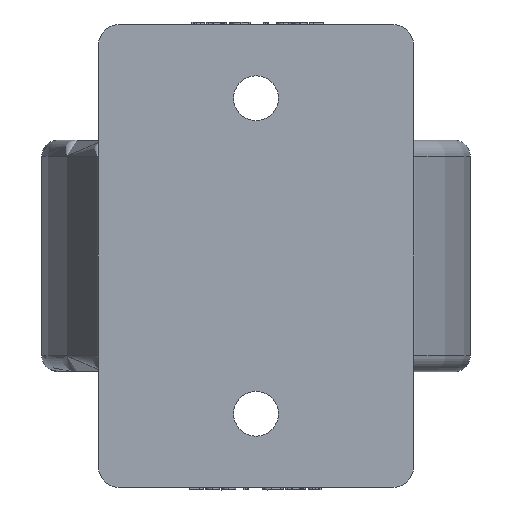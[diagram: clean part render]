
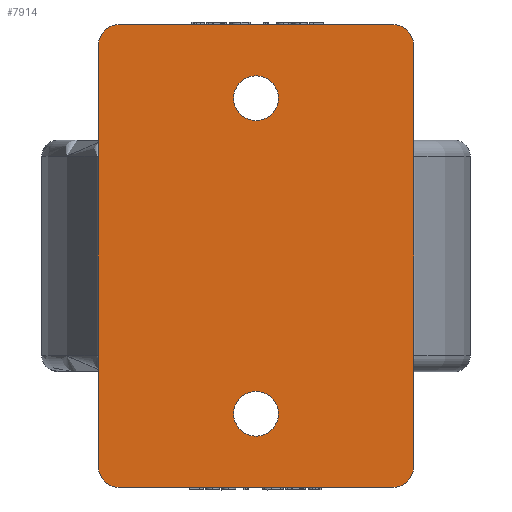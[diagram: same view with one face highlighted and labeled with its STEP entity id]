
A CAD part, front view. The second image highlights one B-rep face of the part: STEP entity #7914.
In plain terms, the highlighted planar face has unit normal (0, -1, 0).
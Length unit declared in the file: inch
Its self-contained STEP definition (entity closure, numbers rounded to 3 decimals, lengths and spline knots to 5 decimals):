
#135 = CARTESIAN_POINT ( 'NONE',  ( 0.8125, 0., 1.25 ) ) ;
#236 = DIRECTION ( 'NONE',  ( 0., 1., 0. ) ) ;
#267 = DIRECTION ( 'NONE',  ( 0., 0., -1. ) ) ;
#306 = EDGE_CURVE ( 'NONE', #8171, #12831, #12036, .T. ) ;
#372 = VERTEX_POINT ( 'NONE', #575 ) ;
#575 = CARTESIAN_POINT ( 'NONE',  ( -0.8125, 0., 1.375 ) ) ;
#674 = DIRECTION ( 'NONE',  ( 0., 0., 1. ) ) ;
#839 = ORIENTED_EDGE ( 'NONE', *, *, #4213, .F. ) ;
#1129 = CARTESIAN_POINT ( 'NONE',  ( 0., 0., 1.0705 ) ) ;
#1241 = EDGE_CURVE ( 'NONE', #4882, #12831, #9782, .T. ) ;
#1243 = DIRECTION ( 'NONE',  ( 0., 0., 1. ) ) ;
#1341 = VECTOR ( 'NONE', #11281, 39.37008 ) ;
#1602 = EDGE_CURVE ( 'NONE', #8378, #1878, #6498, .T. ) ;
#1648 = EDGE_CURVE ( 'NONE', #13391, #4562, #9451, .T. ) ;
#1834 = CARTESIAN_POINT ( 'NONE',  ( 0.8125, 0., -1.25 ) ) ;
#1878 = VERTEX_POINT ( 'NONE', #13873 ) ;
#1936 = FACE_OUTER_BOUND ( 'NONE', #4992, .T. ) ;
#2121 = VECTOR ( 'NONE', #6922, 39.37008 ) ;
#2340 = AXIS2_PLACEMENT_3D ( 'NONE', #3109, #10802, #4219 ) ;
#2500 = LINE ( 'NONE', #12313, #2121 ) ;
#2548 = DIRECTION ( 'NONE',  ( 0., 1., 0. ) ) ;
#2622 = ORIENTED_EDGE ( 'NONE', *, *, #1602, .T. ) ;
#2666 = ORIENTED_EDGE ( 'NONE', *, *, #11472, .T. ) ;
#2868 = CARTESIAN_POINT ( 'NONE',  ( 0., 0., -0.8045 ) ) ;
#2971 = VECTOR ( 'NONE', #4753, 39.37008 ) ;
#3109 = CARTESIAN_POINT ( 'NONE',  ( -0.8125, 0., -1.25 ) ) ;
#3265 = VECTOR ( 'NONE', #267, 39.37008 ) ;
#3305 = CARTESIAN_POINT ( 'NONE',  ( 0.8125, 0., -1.375 ) ) ;
#3575 = CARTESIAN_POINT ( 'NONE',  ( 0.9375, 0., -1.375 ) ) ;
#4125 = CARTESIAN_POINT ( 'NONE',  ( -0.9375, 0., -1.25 ) ) ;
#4213 = EDGE_CURVE ( 'NONE', #4882, #9902, #6838, .T. ) ;
#4219 = DIRECTION ( 'NONE',  ( 0., 0., 1. ) ) ;
#4408 = CARTESIAN_POINT ( 'NONE',  ( 0., 0., -1.0705 ) ) ;
#4503 = CARTESIAN_POINT ( 'NONE',  ( 0.9375, 0., 1.25 ) ) ;
#4562 = VERTEX_POINT ( 'NONE', #4408 ) ;
#4753 = DIRECTION ( 'NONE',  ( 1., 0., 0. ) ) ;
#4786 = EDGE_LOOP ( 'NONE', ( #2622, #6143 ) ) ;
#4802 = CARTESIAN_POINT ( 'NONE',  ( -0.8125, 0., -1.375 ) ) ;
#4882 = VERTEX_POINT ( 'NONE', #3305 ) ;
#4992 = EDGE_LOOP ( 'NONE', ( #13713, #5637, #6571, #6877, #9781, #2666, #839, #13204 ) ) ;
#5188 = FACE_BOUND ( 'NONE', #9085, .T. ) ;
#5531 = DIRECTION ( 'NONE',  ( 0., 1., 0. ) ) ;
#5637 = ORIENTED_EDGE ( 'NONE', *, *, #14085, .T. ) ;
#5900 = LINE ( 'NONE', #9106, #2971 ) ;
#5923 = ORIENTED_EDGE ( 'NONE', *, *, #6937, .T. ) ;
#5949 = DIRECTION ( 'NONE',  ( 0., -1., 0. ) ) ;
#6049 = PLANE ( 'NONE',  #12515 ) ;
#6143 = ORIENTED_EDGE ( 'NONE', *, *, #12629, .T. ) ;
#6180 = DIRECTION ( 'NONE',  ( 0., 1., 0. ) ) ;
#6274 = AXIS2_PLACEMENT_3D ( 'NONE', #12556, #5949, #13671 ) ;
#6485 = EDGE_CURVE ( 'NONE', #372, #9016, #5900, .T. ) ;
#6498 = CIRCLE ( 'NONE', #9951, 0.133 ) ;
#6571 = ORIENTED_EDGE ( 'NONE', *, *, #6485, .F. ) ;
#6810 = CARTESIAN_POINT ( 'NONE',  ( 0., 0., 0.9375 ) ) ;
#6838 = LINE ( 'NONE', #3575, #1341 ) ;
#6877 = ORIENTED_EDGE ( 'NONE', *, *, #14268, .T. ) ;
#6922 = DIRECTION ( 'NONE',  ( 0., 0., -1. ) ) ;
#6937 = EDGE_CURVE ( 'NONE', #4562, #13391, #11587, .T. ) ;
#6941 = ORIENTED_EDGE ( 'NONE', *, *, #1648, .T. ) ;
#7243 = DIRECTION ( 'NONE',  ( 0., 1., 0. ) ) ;
#7317 = DIRECTION ( 'NONE',  ( 0., -1., 0. ) ) ;
#7804 = DIRECTION ( 'NONE',  ( 0., -1., 0. ) ) ;
#7908 = DIRECTION ( 'NONE',  ( 0., 0., 1. ) ) ;
#7914 = ADVANCED_FACE ( 'NONE', ( #5188, #13295, #1936 ), #6049, .F. ) ;
#7939 = CARTESIAN_POINT ( 'NONE',  ( 0.9375, 0., 0.6875 ) ) ;
#8171 = VERTEX_POINT ( 'NONE', #4503 ) ;
#8378 = VERTEX_POINT ( 'NONE', #1129 ) ;
#8642 = CIRCLE ( 'NONE', #10980, 0.125 ) ;
#9016 = VERTEX_POINT ( 'NONE', #12813 ) ;
#9085 = EDGE_LOOP ( 'NONE', ( #6941, #5923 ) ) ;
#9106 = CARTESIAN_POINT ( 'NONE',  ( -0.9375, 0., 1.375 ) ) ;
#9125 = CARTESIAN_POINT ( 'NONE',  ( 0., 0., -0.9375 ) ) ;
#9451 = CIRCLE ( 'NONE', #11460, 0.133 ) ;
#9540 = DIRECTION ( 'NONE',  ( 0., 0., 1. ) ) ;
#9701 = CARTESIAN_POINT ( 'NONE',  ( -0.9375, 0., 1.25 ) ) ;
#9781 = ORIENTED_EDGE ( 'NONE', *, *, #14232, .T. ) ;
#9782 = CIRCLE ( 'NONE', #11708, 0.125 ) ;
#9902 = VERTEX_POINT ( 'NONE', #4802 ) ;
#9951 = AXIS2_PLACEMENT_3D ( 'NONE', #6810, #236, #7908 ) ;
#10240 = DIRECTION ( 'NONE',  ( 0., 0., 1. ) ) ;
#10489 = CIRCLE ( 'NONE', #12569, 0.133 ) ;
#10802 = DIRECTION ( 'NONE',  ( 0., -1., 0. ) ) ;
#10980 = AXIS2_PLACEMENT_3D ( 'NONE', #135, #7804, #1243 ) ;
#11281 = DIRECTION ( 'NONE',  ( -1., 0., 0. ) ) ;
#11413 = VERTEX_POINT ( 'NONE', #4125 ) ;
#11460 = AXIS2_PLACEMENT_3D ( 'NONE', #9125, #2548, #10240 ) ;
#11472 = EDGE_CURVE ( 'NONE', #11413, #9902, #12581, .T. ) ;
#11587 = CIRCLE ( 'NONE', #12323, 0.133 ) ;
#11671 = CARTESIAN_POINT ( 'NONE',  ( -0.9375, 0., 0.6875 ) ) ;
#11708 = AXIS2_PLACEMENT_3D ( 'NONE', #1834, #7317, #9540 ) ;
#12036 = LINE ( 'NONE', #7939, #3265 ) ;
#12129 = CARTESIAN_POINT ( 'NONE',  ( 0., 0., 0.9375 ) ) ;
#12313 = CARTESIAN_POINT ( 'NONE',  ( -0.9375, 0., 0.6875 ) ) ;
#12323 = AXIS2_PLACEMENT_3D ( 'NONE', #13874, #7243, #674 ) ;
#12515 = AXIS2_PLACEMENT_3D ( 'NONE', #11671, #6180, #13904 ) ;
#12556 = CARTESIAN_POINT ( 'NONE',  ( -0.8125, 0., 1.25 ) ) ;
#12569 = AXIS2_PLACEMENT_3D ( 'NONE', #12129, #5531, #13251 ) ;
#12581 = CIRCLE ( 'NONE', #2340, 0.125 ) ;
#12629 = EDGE_CURVE ( 'NONE', #1878, #8378, #10489, .T. ) ;
#12813 = CARTESIAN_POINT ( 'NONE',  ( 0.8125, 0., 1.375 ) ) ;
#12831 = VERTEX_POINT ( 'NONE', #13748 ) ;
#12952 = VERTEX_POINT ( 'NONE', #9701 ) ;
#13204 = ORIENTED_EDGE ( 'NONE', *, *, #1241, .T. ) ;
#13251 = DIRECTION ( 'NONE',  ( 0., 0., 1. ) ) ;
#13295 = FACE_BOUND ( 'NONE', #4786, .T. ) ;
#13391 = VERTEX_POINT ( 'NONE', #2868 ) ;
#13515 = CIRCLE ( 'NONE', #6274, 0.125 ) ;
#13671 = DIRECTION ( 'NONE',  ( 0., 0., 1. ) ) ;
#13713 = ORIENTED_EDGE ( 'NONE', *, *, #306, .F. ) ;
#13748 = CARTESIAN_POINT ( 'NONE',  ( 0.9375, 0., -1.25 ) ) ;
#13873 = CARTESIAN_POINT ( 'NONE',  ( 0., 0., 0.8045 ) ) ;
#13874 = CARTESIAN_POINT ( 'NONE',  ( 0., 0., -0.9375 ) ) ;
#13904 = DIRECTION ( 'NONE',  ( 0., 0., 1. ) ) ;
#14085 = EDGE_CURVE ( 'NONE', #8171, #9016, #8642, .T. ) ;
#14232 = EDGE_CURVE ( 'NONE', #12952, #11413, #2500, .T. ) ;
#14268 = EDGE_CURVE ( 'NONE', #372, #12952, #13515, .T. ) ;
